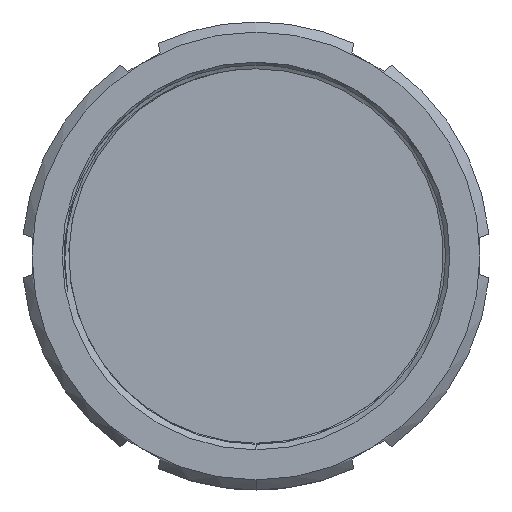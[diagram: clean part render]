
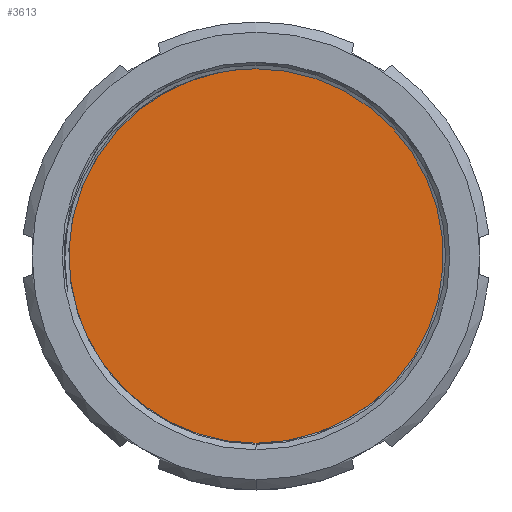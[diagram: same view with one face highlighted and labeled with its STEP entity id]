
A CAD part, left-side view. The second image highlights one B-rep face of the part: STEP entity #3613.
In plain terms, the highlighted planar face has unit normal (-1, 0, 0).
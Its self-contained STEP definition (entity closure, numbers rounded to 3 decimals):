
#15 = CARTESIAN_POINT ( 'NONE',  ( 8.38, 0., 28.5 ) ) ;
#425 = AXIS2_PLACEMENT_3D ( 'NONE', #2681, #2702, #2725 ) ;
#431 = CIRCLE ( 'NONE', #425, 28.5 ) ;
#653 = DIRECTION ( 'NONE',  ( 1., 0., 0. ) ) ;
#764 = CARTESIAN_POINT ( 'NONE',  ( 8.38, 0., -28.5 ) ) ;
#799 = AXIS2_PLACEMENT_3D ( 'NONE', #2580, #653, #3866 ) ;
#944 = FACE_OUTER_BOUND ( 'NONE', #1508, .T. ) ;
#1216 = CIRCLE ( 'NONE', #2022, 28.5 ) ;
#1281 = DIRECTION ( 'NONE',  ( -1., 0., 0. ) ) ;
#1508 = EDGE_LOOP ( 'NONE', ( #3506, #2485 ) ) ;
#1616 = VERTEX_POINT ( 'NONE', #764 ) ;
#1683 = EDGE_CURVE ( 'NONE', #1616, #2417, #431, .T. ) ;
#2022 = AXIS2_PLACEMENT_3D ( 'NONE', #4185, #1281, #2281 ) ;
#2281 = DIRECTION ( 'NONE',  ( 0., 0., 1. ) ) ;
#2417 = VERTEX_POINT ( 'NONE', #15 ) ;
#2485 = ORIENTED_EDGE ( 'NONE', *, *, #1683, .T. ) ;
#2580 = CARTESIAN_POINT ( 'NONE',  ( 8.38, 28.5, 0. ) ) ;
#2641 = PLANE ( 'NONE',  #799 ) ;
#2681 = CARTESIAN_POINT ( 'NONE',  ( 8.38, 0., 0. ) ) ;
#2702 = DIRECTION ( 'NONE',  ( -1., 0., 0. ) ) ;
#2725 = DIRECTION ( 'NONE',  ( 0., 0., 1. ) ) ;
#3506 = ORIENTED_EDGE ( 'NONE', *, *, #3668, .T. ) ;
#3613 = ADVANCED_FACE ( 'NONE', ( #944 ), #2641, .F. ) ;
#3668 = EDGE_CURVE ( 'NONE', #2417, #1616, #1216, .T. ) ;
#3866 = DIRECTION ( 'NONE',  ( 0., 0., -1. ) ) ;
#4185 = CARTESIAN_POINT ( 'NONE',  ( 8.38, 0., 0. ) ) ;
